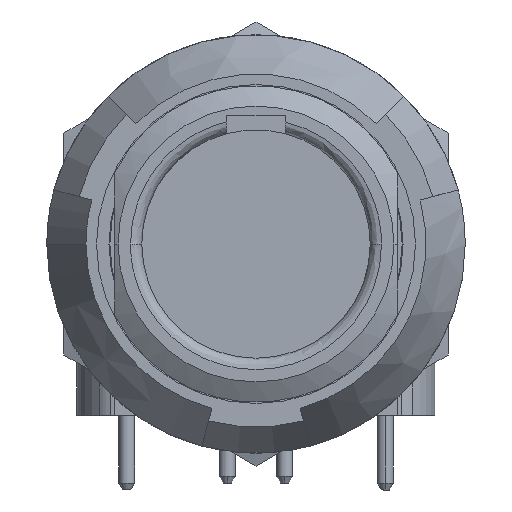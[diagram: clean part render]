
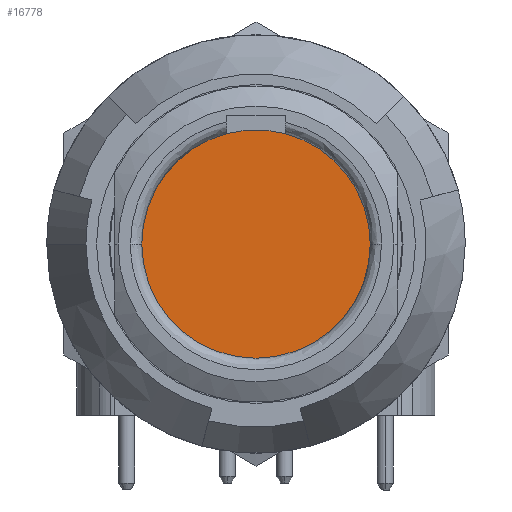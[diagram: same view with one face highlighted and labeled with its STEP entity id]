
A CAD part, front view. The second image highlights one B-rep face of the part: STEP entity #16778.
In plain terms, the highlighted face is planar.
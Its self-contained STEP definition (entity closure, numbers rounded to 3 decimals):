
#1453 = EDGE_CURVE ( 'NONE', #18182, #3825, #6730, .T. ) ;
#1799 = AXIS2_PLACEMENT_3D ( 'NONE', #13343, #13342, #13341 ) ;
#1857 = AXIS2_PLACEMENT_3D ( 'NONE', #13323, #13322, #13320 ) ;
#2800 = EDGE_LOOP ( 'NONE', ( #4490, #4620, #4483, #4375 ) ) ;
#3825 = VERTEX_POINT ( 'NONE', #13971 ) ;
#4375 = ORIENTED_EDGE ( 'NONE', *, *, #10644, .F. ) ;
#4483 = ORIENTED_EDGE ( 'NONE', *, *, #15540, .F. ) ;
#4490 = ORIENTED_EDGE ( 'NONE', *, *, #10652, .F. ) ;
#4620 = ORIENTED_EDGE ( 'NONE', *, *, #1453, .T. ) ;
#6669 = AXIS2_PLACEMENT_3D ( 'NONE', #11120, #11121, #11122 ) ;
#6677 = FACE_OUTER_BOUND ( 'NONE', #2800, .T. ) ;
#6730 = CIRCLE ( 'NONE', #10695, 5.05 ) ;
#6931 = CIRCLE ( 'NONE', #1857, 5.05 ) ;
#6935 = CIRCLE ( 'NONE', #1799, 5.05 ) ;
#10644 = EDGE_CURVE ( 'NONE', #18197, #18201, #6931, .T. ) ;
#10652 = EDGE_CURVE ( 'NONE', #18182, #18197, #6935, .T. ) ;
#10695 = AXIS2_PLACEMENT_3D ( 'NONE', #14951, #14947, #14943 ) ;
#11119 = PLANE ( 'NONE',  #6669 ) ;
#11120 = CARTESIAN_POINT ( 'NONE',  ( 2.525, 0., 22.1 ) ) ;
#11121 = DIRECTION ( 'NONE',  ( 0., 0., 1. ) ) ;
#11122 = DIRECTION ( 'NONE',  ( 1., 0., 0. ) ) ;
#11267 = CARTESIAN_POINT ( 'NONE',  ( 1.3, 4.88, 22.1 ) ) ;
#11278 = CARTESIAN_POINT ( 'NONE',  ( 5.05, 0., 22.1 ) ) ;
#11281 = CARTESIAN_POINT ( 'NONE',  ( -5.05, 0., 22.1 ) ) ;
#12641 = AXIS2_PLACEMENT_3D ( 'NONE', #17556, #17557, #17558 ) ;
#13320 = DIRECTION ( 'NONE',  ( 1., 0., 0. ) ) ;
#13322 = DIRECTION ( 'NONE',  ( 0., 0., -1. ) ) ;
#13323 = CARTESIAN_POINT ( 'NONE',  ( 0., 0., 22.1 ) ) ;
#13341 = DIRECTION ( 'NONE',  ( 1., 0., 0. ) ) ;
#13342 = DIRECTION ( 'NONE',  ( 0., 0., -1. ) ) ;
#13343 = CARTESIAN_POINT ( 'NONE',  ( 0., 0., 22.1 ) ) ;
#13971 = CARTESIAN_POINT ( 'NONE',  ( -1.3, 4.88, 22.1 ) ) ;
#14943 = DIRECTION ( 'NONE',  ( -1., 0., 0. ) ) ;
#14947 = DIRECTION ( 'NONE',  ( 0., 0., 1. ) ) ;
#14951 = CARTESIAN_POINT ( 'NONE',  ( 0., 0., 22.1 ) ) ;
#15540 = EDGE_CURVE ( 'NONE', #18201, #3825, #18633, .T. ) ;
#16778 = ADVANCED_FACE ( 'NONE', ( #6677 ), #11119, .T. ) ;
#17556 = CARTESIAN_POINT ( 'NONE',  ( 0., 0., 22.1 ) ) ;
#17557 = DIRECTION ( 'NONE',  ( 0., 0., -1. ) ) ;
#17558 = DIRECTION ( 'NONE',  ( 1., 0., 0. ) ) ;
#18182 = VERTEX_POINT ( 'NONE', #11267 ) ;
#18197 = VERTEX_POINT ( 'NONE', #11278 ) ;
#18201 = VERTEX_POINT ( 'NONE', #11281 ) ;
#18633 = CIRCLE ( 'NONE', #12641, 5.05 ) ;
